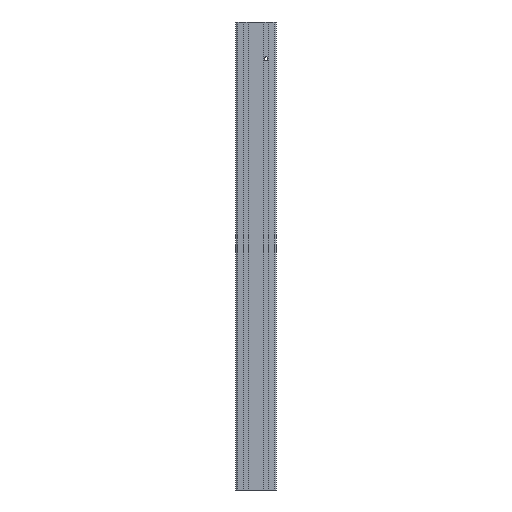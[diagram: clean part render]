
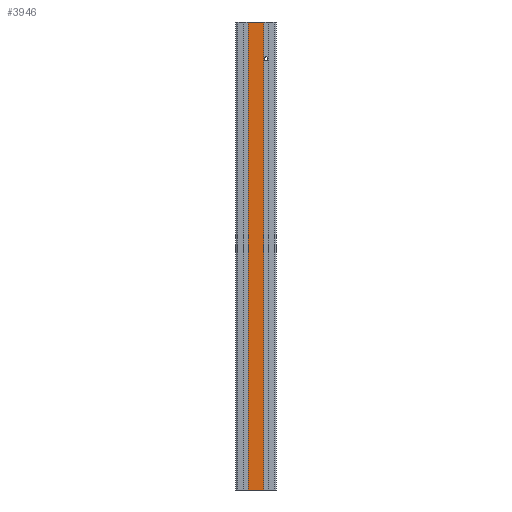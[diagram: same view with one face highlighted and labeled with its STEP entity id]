
A CAD part, left-side view. The second image highlights one B-rep face of the part: STEP entity #3946.
In plain terms, the highlighted planar face has unit normal (-1, 0, 0).
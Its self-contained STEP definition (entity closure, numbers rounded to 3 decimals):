
#9 = LINE ( 'NONE', #3953, #1082 ) ;
#16 = DIRECTION ( 'NONE',  ( 0., -1., 0. ) ) ;
#159 = DIRECTION ( 'NONE',  ( 0., 0., 1. ) ) ;
#466 = CARTESIAN_POINT ( 'NONE',  ( -15., -26.9, -675. ) ) ;
#543 = CARTESIAN_POINT ( 'NONE',  ( -15., -26.9, 25. ) ) ;
#562 = DIRECTION ( 'NONE',  ( 0., -1., 0. ) ) ;
#579 = DIRECTION ( 'NONE',  ( 0., 0., 1. ) ) ;
#854 = CARTESIAN_POINT ( 'NONE',  ( -15., -3.1, 25. ) ) ;
#1082 = VECTOR ( 'NONE', #4750, 1000. ) ;
#1262 = VERTEX_POINT ( 'NONE', #2891 ) ;
#1272 = EDGE_LOOP ( 'NONE', ( #1339, #4390, #2373, #2944 ) ) ;
#1339 = ORIENTED_EDGE ( 'NONE', *, *, #4084, .F. ) ;
#1634 = VERTEX_POINT ( 'NONE', #543 ) ;
#2042 = VECTOR ( 'NONE', #159, 1000. ) ;
#2158 = VERTEX_POINT ( 'NONE', #4162 ) ;
#2373 = ORIENTED_EDGE ( 'NONE', *, *, #2588, .T. ) ;
#2403 = VERTEX_POINT ( 'NONE', #854 ) ;
#2588 = EDGE_CURVE ( 'NONE', #2158, #1262, #9, .T. ) ;
#2891 = CARTESIAN_POINT ( 'NONE',  ( -15., -26.9, -675. ) ) ;
#2944 = ORIENTED_EDGE ( 'NONE', *, *, #4074, .T. ) ;
#3046 = LINE ( 'NONE', #4505, #4115 ) ;
#3456 = LINE ( 'NONE', #466, #2042 ) ;
#3587 = CARTESIAN_POINT ( 'NONE',  ( -15., -3.1, -675. ) ) ;
#3695 = CARTESIAN_POINT ( 'NONE',  ( -15., -3.1, -675. ) ) ;
#3946 = ADVANCED_FACE ( 'NONE', ( #4009 ), #4342, .T. ) ;
#3953 = CARTESIAN_POINT ( 'NONE',  ( -15., -3.1, -675. ) ) ;
#4009 = FACE_OUTER_BOUND ( 'NONE', #1272, .T. ) ;
#4074 = EDGE_CURVE ( 'NONE', #1262, #1634, #3456, .T. ) ;
#4084 = EDGE_CURVE ( 'NONE', #2403, #1634, #3046, .T. ) ;
#4115 = VECTOR ( 'NONE', #562, 1000. ) ;
#4162 = CARTESIAN_POINT ( 'NONE',  ( -15., -3.1, -675. ) ) ;
#4342 = PLANE ( 'NONE',  #4650 ) ;
#4390 = ORIENTED_EDGE ( 'NONE', *, *, #4623, .F. ) ;
#4505 = CARTESIAN_POINT ( 'NONE',  ( -15., -3.1, 25. ) ) ;
#4579 = VECTOR ( 'NONE', #579, 1000. ) ;
#4623 = EDGE_CURVE ( 'NONE', #2158, #2403, #4646, .T. ) ;
#4646 = LINE ( 'NONE', #3587, #4579 ) ;
#4650 = AXIS2_PLACEMENT_3D ( 'NONE', #3695, #4737, #16 ) ;
#4737 = DIRECTION ( 'NONE',  ( -1., 0., 0. ) ) ;
#4750 = DIRECTION ( 'NONE',  ( 0., -1., 0. ) ) ;
